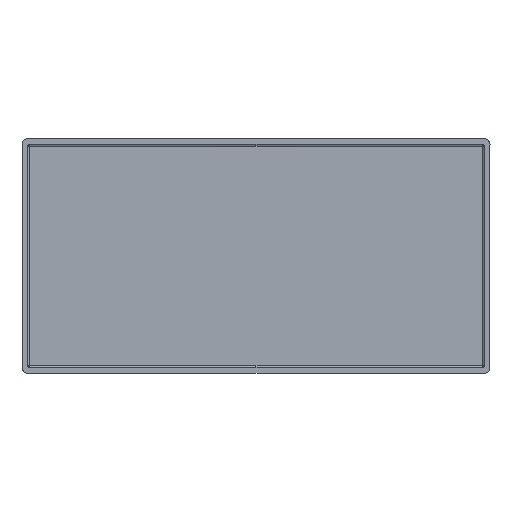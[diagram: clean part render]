
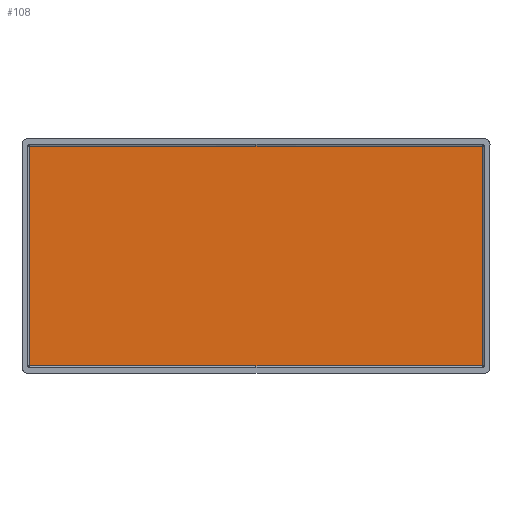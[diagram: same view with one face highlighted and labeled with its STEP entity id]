
A CAD part, top view. The second image highlights one B-rep face of the part: STEP entity #108.
In plain terms, the highlighted planar face has unit normal (0, 0, 1).
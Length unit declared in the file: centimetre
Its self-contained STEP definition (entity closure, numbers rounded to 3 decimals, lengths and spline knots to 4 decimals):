
#108=ADVANCED_FACE('',(#163),#878,.T.);
#163=FACE_OUTER_BOUND('',#219,.T.);
#219=EDGE_LOOP('',(#414,#415,#416,#417,#418,#419,#420,#421,#422,#423));
#414=ORIENTED_EDGE('',*,*,#588,.F.);
#415=ORIENTED_EDGE('',*,*,#539,.F.);
#416=ORIENTED_EDGE('',*,*,#536,.F.);
#417=ORIENTED_EDGE('',*,*,#545,.F.);
#418=ORIENTED_EDGE('',*,*,#541,.F.);
#419=ORIENTED_EDGE('',*,*,#573,.F.);
#420=ORIENTED_EDGE('',*,*,#570,.F.);
#421=ORIENTED_EDGE('',*,*,#567,.F.);
#422=ORIENTED_EDGE('',*,*,#564,.F.);
#423=ORIENTED_EDGE('',*,*,#589,.F.);
#536=EDGE_CURVE('',#790,#791,#652,.T.);
#539=EDGE_CURVE('',#791,#787,#655,.T.);
#541=EDGE_CURVE('',#793,#794,#712,.T.);
#545=EDGE_CURVE('',#794,#790,#659,.T.);
#564=EDGE_CURVE('',#810,#811,#674,.T.);
#567=EDGE_CURVE('',#811,#813,#677,.T.);
#570=EDGE_CURVE('',#813,#815,#680,.T.);
#573=EDGE_CURVE('',#815,#793,#719,.T.);
#588=EDGE_CURVE('',#787,#784,#734,.T.);
#589=EDGE_CURVE('',#784,#810,#735,.T.);
#652=(
BOUNDED_CURVE()
B_SPLINE_CURVE(1,(#1404,#1405),.UNSPECIFIED.,.F.,.F.)
B_SPLINE_CURVE_WITH_KNOTS((2,2),(-763.,0.),
 .UNSPECIFIED.)
CURVE()
GEOMETRIC_REPRESENTATION_ITEM()
RATIONAL_B_SPLINE_CURVE((1.,1.))
REPRESENTATION_ITEM('')
);
#655=(
BOUNDED_CURVE()
B_SPLINE_CURVE(3,(#1416,#1417,#1418,#1419,#1420,#1421,#1422),
 .UNSPECIFIED.,.F.,.F.)
B_SPLINE_CURVE_WITH_KNOTS((4,1,1,1,4),(-0.0157,-0.0119,
-0.0079,-0.0038,0.),
 .UNSPECIFIED.)
CURVE()
GEOMETRIC_REPRESENTATION_ITEM()
RATIONAL_B_SPLINE_CURVE((1.,1.,1.,1.,1.,1.,
1.))
REPRESENTATION_ITEM('')
);
#659=(
BOUNDED_CURVE()
B_SPLINE_CURVE(3,(#1440,#1441,#1442,#1443,#1444,#1445,#1446),
 .UNSPECIFIED.,.F.,.F.)
B_SPLINE_CURVE_WITH_KNOTS((4,1,1,1,4),(-0.0157,-0.0119,
-0.0079,-0.0038,0.),
 .UNSPECIFIED.)
CURVE()
GEOMETRIC_REPRESENTATION_ITEM()
RATIONAL_B_SPLINE_CURVE((1.,1.,1.,1.,1.,1.,1.))
REPRESENTATION_ITEM('')
);
#674=(
BOUNDED_CURVE()
B_SPLINE_CURVE(3,(#1507,#1508,#1509,#1510,#1511,#1512,#1513),
 .UNSPECIFIED.,.F.,.F.)
B_SPLINE_CURVE_WITH_KNOTS((4,1,1,1,4),(-0.0157,-0.0119,
-0.0079,-0.0038,0.),
 .UNSPECIFIED.)
CURVE()
GEOMETRIC_REPRESENTATION_ITEM()
RATIONAL_B_SPLINE_CURVE((1.,1.,1.,1.,1.,1.,1.))
REPRESENTATION_ITEM('')
);
#677=(
BOUNDED_CURVE()
B_SPLINE_CURVE(1,(#1519,#1520),.UNSPECIFIED.,.F.,.F.)
B_SPLINE_CURVE_WITH_KNOTS((2,2),(-763.,0.),
 .UNSPECIFIED.)
CURVE()
GEOMETRIC_REPRESENTATION_ITEM()
RATIONAL_B_SPLINE_CURVE((1.,1.))
REPRESENTATION_ITEM('')
);
#680=(
BOUNDED_CURVE()
B_SPLINE_CURVE(3,(#1531,#1532,#1533,#1534,#1535,#1536,#1537),
 .UNSPECIFIED.,.F.,.F.)
B_SPLINE_CURVE_WITH_KNOTS((4,1,1,1,4),(-0.0157,-0.0119,
-0.0079,-0.0038,0.),
 .UNSPECIFIED.)
CURVE()
GEOMETRIC_REPRESENTATION_ITEM()
RATIONAL_B_SPLINE_CURVE((1.,1.,1.,1.,1.,1.,1.))
REPRESENTATION_ITEM('')
);
#712=B_SPLINE_CURVE_WITH_KNOTS('',1,(#1426,#1427),.UNSPECIFIED.,.F.,.F.,
(2,2),(-584.,0.),.UNSPECIFIED.);
#719=B_SPLINE_CURVE_WITH_KNOTS('',1,(#1543,#1544),.UNSPECIFIED.,.F.,.F.,
(2,2),(-1168.,-584.),.UNSPECIFIED.);
#734=B_SPLINE_CURVE_WITH_KNOTS('',1,(#1573,#1574),.UNSPECIFIED.,.F.,.F.,
(2,2),(-1168.,-584.),.UNSPECIFIED.);
#735=B_SPLINE_CURVE_WITH_KNOTS('',1,(#1575,#1576),.UNSPECIFIED.,.F.,.F.,
(2,2),(-584.,0.),.UNSPECIFIED.);
#784=VERTEX_POINT('',#1305);
#787=VERTEX_POINT('',#1308);
#790=VERTEX_POINT('',#1311);
#791=VERTEX_POINT('',#1312);
#793=VERTEX_POINT('',#1314);
#794=VERTEX_POINT('',#1315);
#810=VERTEX_POINT('',#1331);
#811=VERTEX_POINT('',#1332);
#813=VERTEX_POINT('',#1334);
#815=VERTEX_POINT('',#1336);
#878=PLANE('',#958);
#958=AXIS2_PLACEMENT_3D('',#1288,#1011,$);
#1011=DIRECTION('',(0.,0.,1.));
#1288=CARTESIAN_POINT('',(108.501,66.094,40.001));
#1305=CARTESIAN_POINT('',(29.8,66.094,40.001));
#1308=CARTESIAN_POINT('',(-48.9,66.094,40.001));
#1311=CARTESIAN_POINT('',(-48.901,-10.207,40.001));
#1312=CARTESIAN_POINT('',(-48.901,66.093,40.001));
#1314=CARTESIAN_POINT('',(29.8,-10.208,40.001));
#1315=CARTESIAN_POINT('',(-48.9,-10.208,40.001));
#1331=CARTESIAN_POINT('',(108.5,66.094,40.001));
#1332=CARTESIAN_POINT('',(108.501,66.093,40.001));
#1334=CARTESIAN_POINT('',(108.501,-10.207,40.001));
#1336=CARTESIAN_POINT('',(108.5,-10.208,40.001));
#1404=CARTESIAN_POINT('',(-48.901,-10.207,40.001));
#1405=CARTESIAN_POINT('',(-48.901,66.093,40.001));
#1416=CARTESIAN_POINT('',(-48.901,66.093,40.001));
#1417=CARTESIAN_POINT('',(-48.901,66.0931,40.001));
#1418=CARTESIAN_POINT('',(-48.901,66.0934,40.001));
#1419=CARTESIAN_POINT('',(-48.9007,66.0937,40.001));
#1420=CARTESIAN_POINT('',(-48.9004,66.0939,40.001));
#1421=CARTESIAN_POINT('',(-48.9001,66.094,40.001));
#1422=CARTESIAN_POINT('',(-48.9,66.094,40.001));
#1426=CARTESIAN_POINT('',(29.8,-10.208,40.001));
#1427=CARTESIAN_POINT('',(-48.9,-10.208,40.001));
#1440=CARTESIAN_POINT('',(-48.9,-10.208,40.001));
#1441=CARTESIAN_POINT('',(-48.9001,-10.208,40.001));
#1442=CARTESIAN_POINT('',(-48.9004,-10.208,40.001));
#1443=CARTESIAN_POINT('',(-48.9007,-10.2078,40.001));
#1444=CARTESIAN_POINT('',(-48.901,-10.2074,40.001));
#1445=CARTESIAN_POINT('',(-48.901,-10.2072,40.001));
#1446=CARTESIAN_POINT('',(-48.901,-10.207,40.001));
#1507=CARTESIAN_POINT('',(108.5,66.094,40.001));
#1508=CARTESIAN_POINT('',(108.5001,66.094,40.001));
#1509=CARTESIAN_POINT('',(108.5004,66.0939,40.001));
#1510=CARTESIAN_POINT('',(108.5007,66.0937,40.001));
#1511=CARTESIAN_POINT('',(108.501,66.0934,40.001));
#1512=CARTESIAN_POINT('',(108.501,66.0931,40.001));
#1513=CARTESIAN_POINT('',(108.501,66.093,40.001));
#1519=CARTESIAN_POINT('',(108.501,66.093,40.001));
#1520=CARTESIAN_POINT('',(108.501,-10.207,40.001));
#1531=CARTESIAN_POINT('',(108.501,-10.207,40.001));
#1532=CARTESIAN_POINT('',(108.501,-10.2072,40.001));
#1533=CARTESIAN_POINT('',(108.501,-10.2074,40.001));
#1534=CARTESIAN_POINT('',(108.5007,-10.2078,40.001));
#1535=CARTESIAN_POINT('',(108.5004,-10.208,40.001));
#1536=CARTESIAN_POINT('',(108.5001,-10.208,40.001));
#1537=CARTESIAN_POINT('',(108.5,-10.208,40.001));
#1543=CARTESIAN_POINT('',(108.5,-10.208,40.001));
#1544=CARTESIAN_POINT('',(29.8,-10.208,40.001));
#1573=CARTESIAN_POINT('',(-48.9,66.094,40.001));
#1574=CARTESIAN_POINT('',(29.8,66.094,40.001));
#1575=CARTESIAN_POINT('',(29.8,66.094,40.001));
#1576=CARTESIAN_POINT('',(108.5,66.094,40.001));
